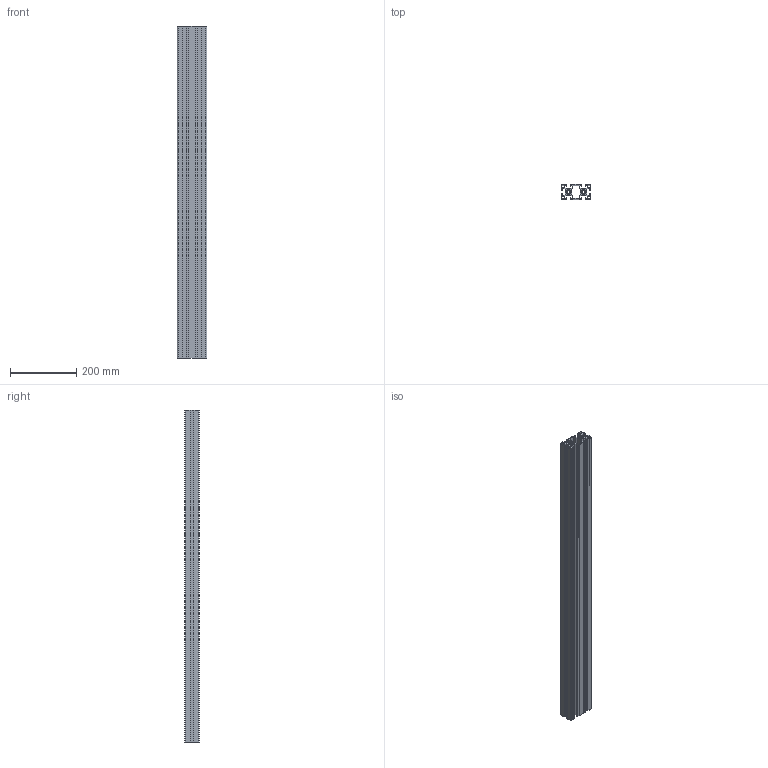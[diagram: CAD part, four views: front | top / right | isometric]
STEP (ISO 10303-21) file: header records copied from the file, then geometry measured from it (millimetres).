
FILE_DESCRIPTION(('STEP AP214'), '1');
FILE_NAME('4590-10', '', ('UNSPECIFIED'), ('UNSPECIFIED'), 'ASCON STEP Converter 1.6', 'ASCON Math Kernel', '');
FILE_SCHEMA(('AUTOMOTIVE_DESIGN { 1 0 10303 214 3 1 1}'));
Length unit declared in the file: millimetre
Bounding box: 90 x 45 x 1000 mm (x, y, z)
Volume: 1276981.7 mm3; surface area: 991947 mm2
Topology: 1 solids, 1 shells, 384 faces, 1146 edges, 764 vertices
Faces by surface type: cylinder 202, plane 182
Entity records: 16178 total; most frequent: DIRECTION 2320, CARTESIAN_POINT 2295, ORIENTED_EDGE 2292, EDGE_CURVE 1146, AXIS2_PLACEMENT_3D 789, VERTEX_POINT 764, LINE 742, VECTOR 742
